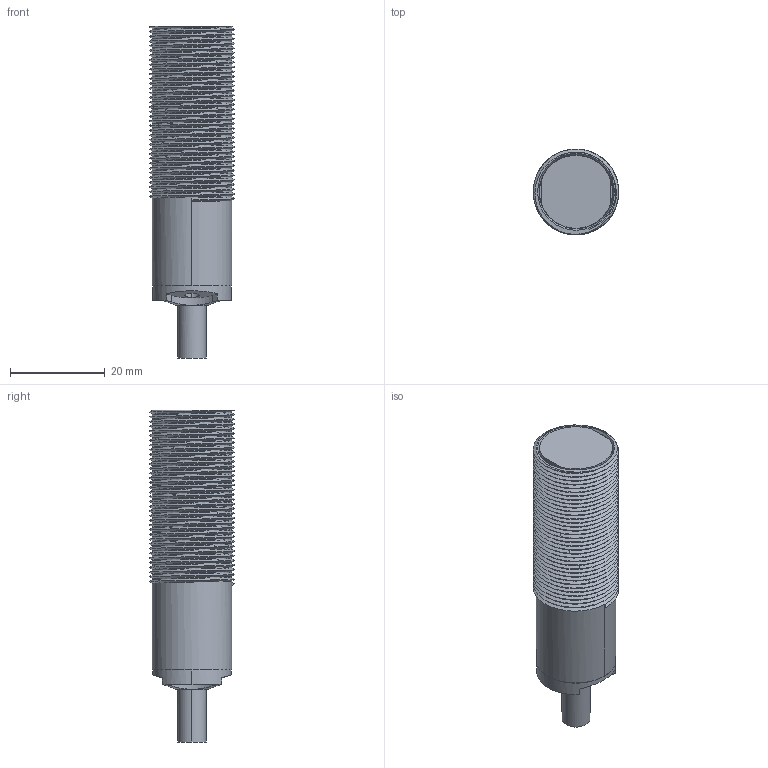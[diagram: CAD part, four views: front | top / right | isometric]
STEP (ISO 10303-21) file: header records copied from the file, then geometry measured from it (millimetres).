
FILE_DESCRIPTION((''),'2;1');
FILE_NAME('155344_SW','2011-02-03T',('banengservice'),('BANNER ENGINEERING'),'PRO/ENGINEER BY PARAMETRIC TECHNOLOGY CORPORATION, 2009141','PRO/ENGINEER BY PARAMETRIC TECHNOLOGY CORPORATION, 2009141','');
FILE_SCHEMA(('CONFIG_CONTROL_DESIGN'));
Length unit declared in the file: inch
Products named in the file (1): 155344_SW
Bounding box: 18.01 x 18.01 x 69.93 mm (x, y, z)
Volume: 5049.4 mm3; surface area: 10829.9 mm2
Topology: 1 solids, 3 shells, 285 faces, 765 edges, 489 vertices
Faces by surface type: cylinder 143, plane 74, cone 38, bspline 24, revolution 4, torus 2
Entity records: 19900 total; most frequent: CARTESIAN_POINT 13063, ORIENTED_EDGE 1522, DIRECTION 1280, EDGE_CURVE 761, AXIS2_PLACEMENT_3D 490, VERTEX_POINT 489, EDGE_LOOP 306, VECTOR 296
